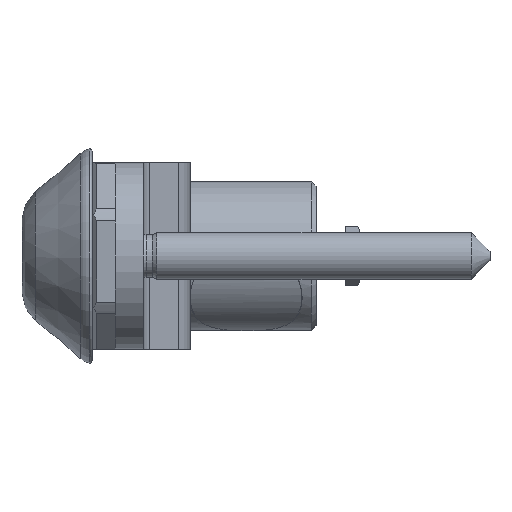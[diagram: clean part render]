
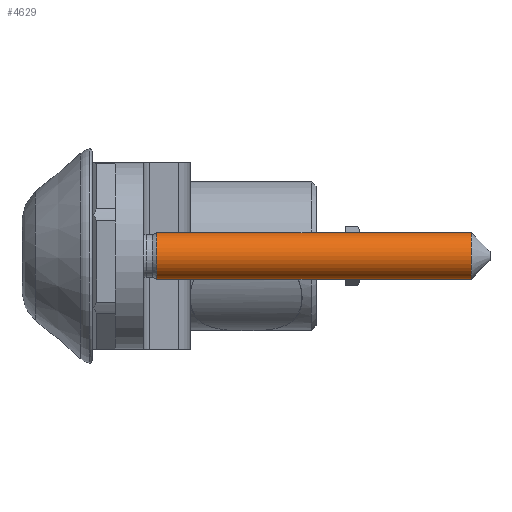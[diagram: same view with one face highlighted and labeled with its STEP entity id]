
A CAD part, left-side view. The second image highlights one B-rep face of the part: STEP entity #4629.
In plain terms, the highlighted cylindrical face has radius 2.5 mm (diameter 5 mm), a full revolution.
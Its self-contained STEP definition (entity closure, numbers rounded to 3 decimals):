
#557=CIRCLE('',#5294,2.5);
#558=CIRCLE('',#5295,2.5);
#559=CIRCLE('',#5297,2.5);
#560=CIRCLE('',#5298,2.5);
#929=LINE('',#9835,#1289);
#1289=VECTOR('',#6589,2.5);
#1548=FACE_OUTER_BOUND('',#1829,.T.);
#1829=EDGE_LOOP('',(#4179,#4180,#4181,#4182,#4183,#4184));
#2263=VERTEX_POINT('',#9828);
#2264=VERTEX_POINT('',#9830);
#2265=VERTEX_POINT('',#9834);
#2266=VERTEX_POINT('',#9836);
#2912=EDGE_CURVE('',#2263,#2264,#557,.T.);
#2913=EDGE_CURVE('',#2264,#2263,#558,.T.);
#2914=EDGE_CURVE('',#2264,#2265,#929,.T.);
#2915=EDGE_CURVE('',#2265,#2266,#559,.T.);
#2916=EDGE_CURVE('',#2266,#2265,#560,.T.);
#4179=ORIENTED_EDGE('',*,*,#2912,.F.);
#4180=ORIENTED_EDGE('',*,*,#2913,.F.);
#4181=ORIENTED_EDGE('',*,*,#2914,.T.);
#4182=ORIENTED_EDGE('',*,*,#2915,.T.);
#4183=ORIENTED_EDGE('',*,*,#2916,.T.);
#4184=ORIENTED_EDGE('',*,*,#2914,.F.);
#4382=CYLINDRICAL_SURFACE('',#5296,2.5);
#4629=ADVANCED_FACE('',(#1548),#4382,.T.);
#5294=AXIS2_PLACEMENT_3D('',#9831,#6583,#6584);
#5295=AXIS2_PLACEMENT_3D('',#9832,#6585,#6586);
#5296=AXIS2_PLACEMENT_3D('',#9833,#6587,#6588);
#5297=AXIS2_PLACEMENT_3D('',#9837,#6590,#6591);
#5298=AXIS2_PLACEMENT_3D('',#9838,#6592,#6593);
#6583=DIRECTION('center_axis',(1.,0.,0.));
#6584=DIRECTION('ref_axis',(0.,-1.,0.));
#6585=DIRECTION('center_axis',(1.,0.,0.));
#6586=DIRECTION('ref_axis',(0.,-1.,0.));
#6587=DIRECTION('center_axis',(1.,0.,0.));
#6588=DIRECTION('ref_axis',(0.,1.,0.));
#6589=DIRECTION('',(-1.,0.,0.));
#6590=DIRECTION('center_axis',(1.,0.,0.));
#6591=DIRECTION('ref_axis',(0.,1.,0.));
#6592=DIRECTION('center_axis',(1.,0.,0.));
#6593=DIRECTION('ref_axis',(0.,1.,0.));
#9828=CARTESIAN_POINT('',(38.,2.5,0.));
#9830=CARTESIAN_POINT('',(38.,-2.5,0.));
#9831=CARTESIAN_POINT('Origin',(38.,0.,0.));
#9832=CARTESIAN_POINT('Origin',(38.,0.,0.));
#9833=CARTESIAN_POINT('Origin',(22.15,0.,0.));
#9834=CARTESIAN_POINT('',(4.3,-2.5,0.));
#9835=CARTESIAN_POINT('',(22.15,-2.5,0.));
#9836=CARTESIAN_POINT('',(4.3,2.5,0.));
#9837=CARTESIAN_POINT('Origin',(4.3,0.,0.));
#9838=CARTESIAN_POINT('Origin',(4.3,0.,0.));
